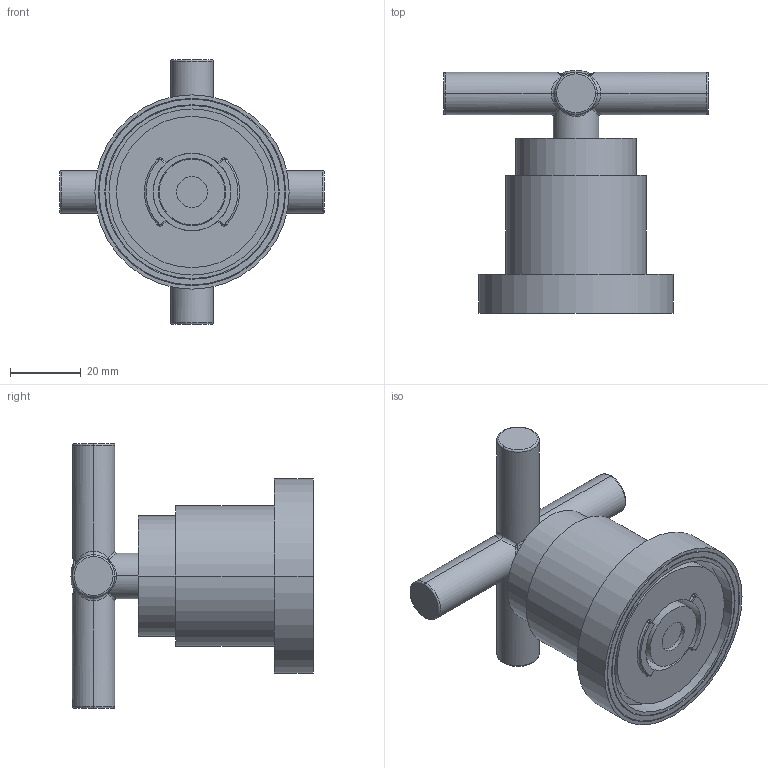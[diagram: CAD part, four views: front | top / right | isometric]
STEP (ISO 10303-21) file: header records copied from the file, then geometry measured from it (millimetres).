
FILE_DESCRIPTION((''),'2;1');
FILE_NAME('QTV150CR','2021-09-30T11:18:35',('ut3'),('PAFFONI SpA'),'CREO PARAMETRIC BY PTC INC, 2020044','CREO PARAMETRIC BY PTC INC, 2020044','');
FILE_SCHEMA(('CONFIG_CONTROL_DESIGN','SHAPE_APPEARANCE_LAYERS_GROUPS'));
Length unit declared in the file: millimetre
Products named in the file (1): QTV150CR
Bounding box: 75 x 68.7 x 75 mm (x, y, z)
Volume: 76890.5 mm3; surface area: 27383.7 mm2
Topology: 2 solids, 2 shells, 392 faces, 1148 edges, 718 vertices
Faces by surface type: plane 190, cylinder 105, torus 36, cone 36, bspline 22, sphere 3
Entity records: 18320 total; most frequent: CARTESIAN_POINT 5201, ORIENTED_EDGE 2288, DIRECTION 1949, EDGE_CURVE 1144, AXIS2_PLACEMENT_3D 755, VERTEX_POINT 718, VECTOR 439, LINE 439
